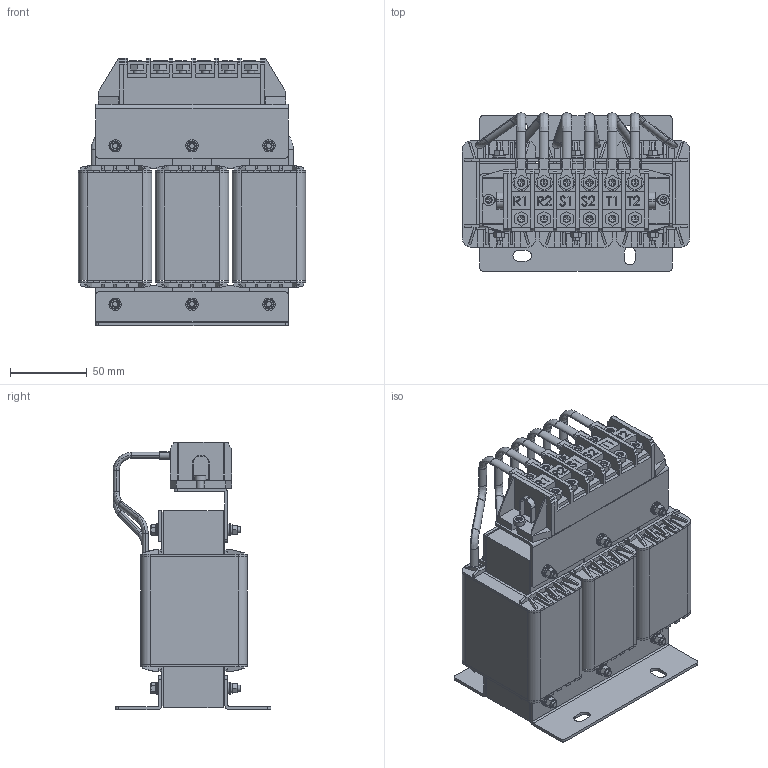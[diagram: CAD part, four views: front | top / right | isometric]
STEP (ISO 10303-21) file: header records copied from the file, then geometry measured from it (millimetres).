
FILE_DESCRIPTION (( 'STEP AP214' ), '1' );
FILE_NAME ('SKS-ACL-0050-AL／4-A0 (18.5kW) .STEP', '2023-12-05T09:11:14', ( 'Windows 用户' ), ( 'Microsoft' ), 'SwSTEP 2.0', 'SolidWorks 2017', '' );
FILE_SCHEMA (( 'AUTOMOTIVE_DESIGN' ));
Length unit declared in the file: millimetre
Products named in the file (1): SKS-ACL-0050-AL／4-A0 (18.5kW) 
Bounding box: 147.7 x 102.65 x 173.98 mm (x, y, z)
Volume: 1143342.7 mm3; surface area: 397915.5 mm2
Topology: 140 solids, 140 shells, 2344 faces, 5822 edges, 3800 vertices
Faces by surface type: plane 1726, cylinder 334, bspline 142, cone 142
Entity records: 88149 total; most frequent: CARTESIAN_POINT 19243, ORIENTED_EDGE 11644, DIRECTION 10512, EDGE_CURVE 5822, LINE 4454, VECTOR 4454, VERTEX_POINT 3800, AXIS2_PLACEMENT_3D 3029
